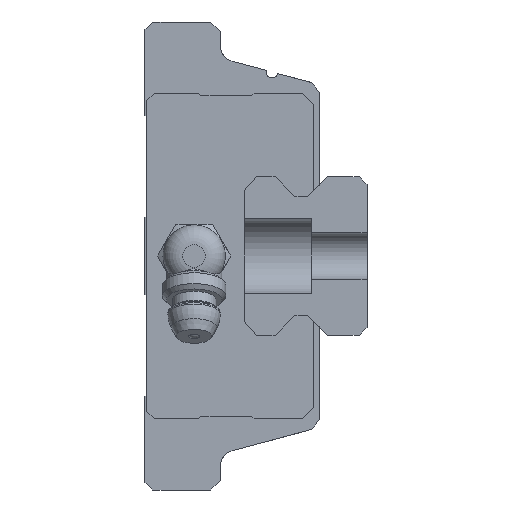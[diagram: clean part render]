
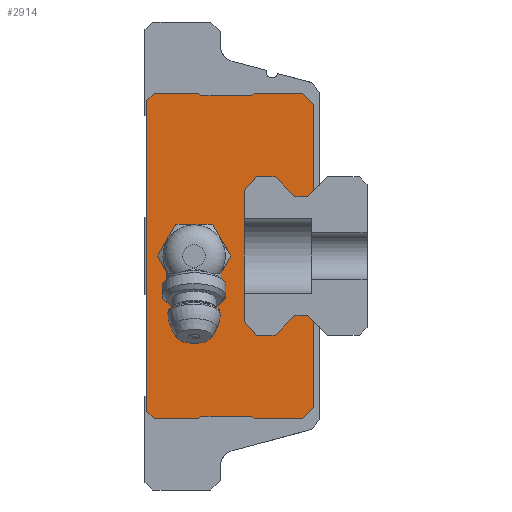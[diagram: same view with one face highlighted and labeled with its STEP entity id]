
A CAD part, left-side view. The second image highlights one B-rep face of the part: STEP entity #2914.
In plain terms, the highlighted planar face has unit normal (-1, 0, 0).
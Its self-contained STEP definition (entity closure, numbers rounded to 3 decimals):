
#704=ORIENTED_EDGE('',*,*,#1229,.F.);
#705=ORIENTED_EDGE('',*,*,#1260,.F.);
#706=ORIENTED_EDGE('',*,*,#1258,.F.);
#707=ORIENTED_EDGE('',*,*,#1256,.F.);
#708=ORIENTED_EDGE('',*,*,#1254,.F.);
#709=ORIENTED_EDGE('',*,*,#1252,.F.);
#710=ORIENTED_EDGE('',*,*,#1250,.F.);
#711=ORIENTED_EDGE('',*,*,#1248,.F.);
#712=ORIENTED_EDGE('',*,*,#1246,.F.);
#713=ORIENTED_EDGE('',*,*,#1244,.F.);
#714=ORIENTED_EDGE('',*,*,#1136,.F.);
#715=ORIENTED_EDGE('',*,*,#1133,.F.);
#716=ORIENTED_EDGE('',*,*,#1130,.F.);
#717=ORIENTED_EDGE('',*,*,#1127,.F.);
#718=ORIENTED_EDGE('',*,*,#1124,.F.);
#719=ORIENTED_EDGE('',*,*,#1121,.F.);
#720=ORIENTED_EDGE('',*,*,#1118,.F.);
#721=ORIENTED_EDGE('',*,*,#1115,.F.);
#722=ORIENTED_EDGE('',*,*,#1112,.F.);
#723=ORIENTED_EDGE('',*,*,#1109,.F.);
#724=ORIENTED_EDGE('',*,*,#1105,.F.);
#725=ORIENTED_EDGE('',*,*,#1243,.F.);
#726=ORIENTED_EDGE('',*,*,#1241,.F.);
#727=ORIENTED_EDGE('',*,*,#1239,.F.);
#728=ORIENTED_EDGE('',*,*,#1237,.F.);
#729=ORIENTED_EDGE('',*,*,#1235,.F.);
#730=ORIENTED_EDGE('',*,*,#1233,.F.);
#731=ORIENTED_EDGE('',*,*,#1231,.F.);
#732=ORIENTED_EDGE('',*,*,#1261,.T.);
#733=ORIENTED_EDGE('',*,*,#1262,.T.);
#734=ORIENTED_EDGE('',*,*,#1263,.T.);
#735=ORIENTED_EDGE('',*,*,#1264,.T.);
#736=ORIENTED_EDGE('',*,*,#1265,.T.);
#737=ORIENTED_EDGE('',*,*,#1266,.T.);
#1105=EDGE_CURVE('',#1489,#1490,#1752,.T.);
#1109=EDGE_CURVE('',#1490,#1493,#1756,.T.);
#1112=EDGE_CURVE('',#1493,#1495,#1759,.T.);
#1115=EDGE_CURVE('',#1495,#1497,#1762,.T.);
#1118=EDGE_CURVE('',#1497,#1499,#1765,.T.);
#1121=EDGE_CURVE('',#1499,#1501,#1768,.T.);
#1124=EDGE_CURVE('',#1501,#1503,#1771,.T.);
#1127=EDGE_CURVE('',#1503,#1505,#1774,.T.);
#1130=EDGE_CURVE('',#1505,#1507,#1777,.T.);
#1133=EDGE_CURVE('',#1507,#1509,#1780,.T.);
#1136=EDGE_CURVE('',#1509,#1511,#1783,.T.);
#1229=EDGE_CURVE('',#1556,#1557,#1863,.T.);
#1231=EDGE_CURVE('',#1557,#1558,#1865,.T.);
#1233=EDGE_CURVE('',#1558,#1559,#1867,.T.);
#1235=EDGE_CURVE('',#1559,#1560,#1869,.T.);
#1237=EDGE_CURVE('',#1560,#1561,#1871,.T.);
#1239=EDGE_CURVE('',#1561,#1562,#1873,.T.);
#1241=EDGE_CURVE('',#1562,#1563,#1875,.T.);
#1243=EDGE_CURVE('',#1563,#1489,#1877,.T.);
#1244=EDGE_CURVE('',#1511,#1564,#1878,.T.);
#1246=EDGE_CURVE('',#1564,#1565,#1880,.T.);
#1248=EDGE_CURVE('',#1565,#1566,#1882,.T.);
#1250=EDGE_CURVE('',#1566,#1567,#1884,.T.);
#1252=EDGE_CURVE('',#1567,#1568,#1886,.T.);
#1254=EDGE_CURVE('',#1568,#1569,#1888,.T.);
#1256=EDGE_CURVE('',#1569,#1570,#1890,.T.);
#1258=EDGE_CURVE('',#1570,#1571,#1892,.T.);
#1260=EDGE_CURVE('',#1571,#1556,#1894,.T.);
#1261=EDGE_CURVE('',#1572,#1573,#1895,.T.);
#1262=EDGE_CURVE('',#1573,#1574,#1896,.T.);
#1263=EDGE_CURVE('',#1574,#1575,#1897,.T.);
#1264=EDGE_CURVE('',#1575,#1576,#1898,.T.);
#1265=EDGE_CURVE('',#1576,#1577,#1899,.T.);
#1266=EDGE_CURVE('',#1577,#1572,#1900,.T.);
#1489=VERTEX_POINT('',#4362);
#1490=VERTEX_POINT('',#4364);
#1493=VERTEX_POINT('',#4372);
#1495=VERTEX_POINT('',#4378);
#1497=VERTEX_POINT('',#4384);
#1499=VERTEX_POINT('',#4390);
#1501=VERTEX_POINT('',#4396);
#1503=VERTEX_POINT('',#4402);
#1505=VERTEX_POINT('',#4408);
#1507=VERTEX_POINT('',#4414);
#1509=VERTEX_POINT('',#4420);
#1511=VERTEX_POINT('',#4426);
#1556=VERTEX_POINT('',#4611);
#1557=VERTEX_POINT('',#4613);
#1558=VERTEX_POINT('',#4617);
#1559=VERTEX_POINT('',#4621);
#1560=VERTEX_POINT('',#4625);
#1561=VERTEX_POINT('',#4629);
#1562=VERTEX_POINT('',#4633);
#1563=VERTEX_POINT('',#4637);
#1564=VERTEX_POINT('',#4643);
#1565=VERTEX_POINT('',#4647);
#1566=VERTEX_POINT('',#4651);
#1567=VERTEX_POINT('',#4655);
#1568=VERTEX_POINT('',#4659);
#1569=VERTEX_POINT('',#4663);
#1570=VERTEX_POINT('',#4667);
#1571=VERTEX_POINT('',#4671);
#1572=VERTEX_POINT('',#4677);
#1573=VERTEX_POINT('',#4678);
#1574=VERTEX_POINT('',#4680);
#1575=VERTEX_POINT('',#4682);
#1576=VERTEX_POINT('',#4684);
#1577=VERTEX_POINT('',#4686);
#1752=LINE('',#4363,#2082);
#1756=LINE('',#4371,#2086);
#1759=LINE('',#4377,#2089);
#1762=LINE('',#4383,#2092);
#1765=LINE('',#4389,#2095);
#1768=LINE('',#4395,#2098);
#1771=LINE('',#4401,#2101);
#1774=LINE('',#4407,#2104);
#1777=LINE('',#4413,#2107);
#1780=LINE('',#4419,#2110);
#1783=LINE('',#4425,#2113);
#1863=LINE('',#4612,#2193);
#1865=LINE('',#4616,#2195);
#1867=LINE('',#4620,#2197);
#1869=LINE('',#4624,#2199);
#1871=LINE('',#4628,#2201);
#1873=LINE('',#4632,#2203);
#1875=LINE('',#4636,#2205);
#1877=LINE('',#4640,#2207);
#1878=LINE('',#4642,#2208);
#1880=LINE('',#4646,#2210);
#1882=LINE('',#4650,#2212);
#1884=LINE('',#4654,#2214);
#1886=LINE('',#4658,#2216);
#1888=LINE('',#4662,#2218);
#1890=LINE('',#4666,#2220);
#1892=LINE('',#4670,#2222);
#1894=LINE('',#4674,#2224);
#1895=LINE('',#4676,#2225);
#1896=LINE('',#4679,#2226);
#1897=LINE('',#4681,#2227);
#1898=LINE('',#4683,#2228);
#1899=LINE('',#4685,#2229);
#1900=LINE('',#4687,#2230);
#2082=VECTOR('',#3412,1000.);
#2086=VECTOR('',#3418,1000.);
#2089=VECTOR('',#3423,1000.);
#2092=VECTOR('',#3428,1000.);
#2095=VECTOR('',#3433,1000.);
#2098=VECTOR('',#3438,1000.);
#2101=VECTOR('',#3443,1000.);
#2104=VECTOR('',#3448,1000.);
#2107=VECTOR('',#3453,1000.);
#2110=VECTOR('',#3458,1000.);
#2113=VECTOR('',#3463,1000.);
#2193=VECTOR('',#3665,1000.);
#2195=VECTOR('',#3669,1000.);
#2197=VECTOR('',#3673,1000.);
#2199=VECTOR('',#3677,1000.);
#2201=VECTOR('',#3681,1000.);
#2203=VECTOR('',#3685,1000.);
#2205=VECTOR('',#3689,1000.);
#2207=VECTOR('',#3693,1000.);
#2208=VECTOR('',#3696,1000.);
#2210=VECTOR('',#3700,1000.);
#2212=VECTOR('',#3704,1000.);
#2214=VECTOR('',#3708,1000.);
#2216=VECTOR('',#3712,1000.);
#2218=VECTOR('',#3716,1000.);
#2220=VECTOR('',#3720,1000.);
#2222=VECTOR('',#3724,1000.);
#2224=VECTOR('',#3728,1000.);
#2225=VECTOR('',#3731,1000.);
#2226=VECTOR('',#3732,1000.);
#2227=VECTOR('',#3733,1000.);
#2228=VECTOR('',#3734,1000.);
#2229=VECTOR('',#3735,1000.);
#2230=VECTOR('',#3736,1000.);
#2423=EDGE_LOOP('',(#704,#705,#706,#707,#708,#709,#710,#711,#712,#713,#714,
#715,#716,#717,#718,#719,#720,#721,#722,#723,#724,#725,#726,#727,#728,#729,
#730,#731));
#2424=EDGE_LOOP('',(#732,#733,#734,#735,#736,#737));
#2616=FACE_BOUND('',#2423,.T.);
#2617=FACE_BOUND('',#2424,.T.);
#2774=PLANE('',#3131);
#2914=ADVANCED_FACE('',(#2616,#2617),#2774,.F.);
#3131=AXIS2_PLACEMENT_3D('',#4675,#3729,#3730);
#3412=DIRECTION('',(0.,0.707,-0.707));
#3418=DIRECTION('',(0.,1.,0.));
#3423=DIRECTION('',(0.,0.707,0.707));
#3428=DIRECTION('',(0.,1.,0.));
#3433=DIRECTION('',(0.,0.664,-0.747));
#3438=DIRECTION('',(0.,0.,-1.));
#3443=DIRECTION('',(0.,-0.664,-0.747));
#3448=DIRECTION('',(0.,-1.,0.));
#3453=DIRECTION('',(0.,-0.707,0.707));
#3458=DIRECTION('',(0.,-1.,0.));
#3463=DIRECTION('',(0.,-0.707,-0.707));
#3665=DIRECTION('',(0.,-0.707,0.707));
#3669=DIRECTION('',(0.,-1.,0.));
#3673=DIRECTION('',(0.,-0.707,-0.707));
#3677=DIRECTION('',(0.,-1.,0.));
#3681=DIRECTION('',(0.,-0.707,0.707));
#3685=DIRECTION('',(0.,-1.,0.));
#3689=DIRECTION('',(0.,-0.707,-0.707));
#3693=DIRECTION('',(0.,0.,-1.));
#3696=DIRECTION('',(0.,0.,-1.));
#3700=DIRECTION('',(0.,0.707,-0.707));
#3704=DIRECTION('',(0.,1.,0.));
#3708=DIRECTION('',(0.,0.707,0.707));
#3712=DIRECTION('',(0.,1.,0.));
#3716=DIRECTION('',(0.,0.707,-0.707));
#3720=DIRECTION('',(0.,1.,0.));
#3724=DIRECTION('',(0.,0.707,0.707));
#3728=DIRECTION('',(0.,0.,1.));
#3729=DIRECTION('',(1.,0.,0.));
#3730=DIRECTION('',(0.,0.,-1.));
#3731=DIRECTION('',(0.,1.,0.));
#3732=DIRECTION('',(0.,0.5,0.866));
#3733=DIRECTION('',(0.,-0.5,0.866));
#3734=DIRECTION('',(0.,-1.,0.));
#3735=DIRECTION('',(0.,-0.5,-0.866));
#3736=DIRECTION('',(0.,0.5,-0.866));
#4362=CARTESIAN_POINT('',(-32.45,-21.25,8.25));
#4363=CARTESIAN_POINT('',(-32.45,-21.25,8.25));
#4364=CARTESIAN_POINT('',(-32.45,-20.5,7.5));
#4371=CARTESIAN_POINT('',(-32.45,-20.5,7.5));
#4372=CARTESIAN_POINT('',(-32.45,-18.9,7.5));
#4377=CARTESIAN_POINT('',(-32.45,-18.9,7.5));
#4378=CARTESIAN_POINT('',(-32.45,-16.4,10.));
#4383=CARTESIAN_POINT('',(-32.45,-16.4,10.));
#4384=CARTESIAN_POINT('',(-32.45,-14.1,10.));
#4389=CARTESIAN_POINT('',(-32.45,-14.1,10.));
#4390=CARTESIAN_POINT('',(-32.45,-12.5,8.2));
#4395=CARTESIAN_POINT('',(-32.45,-12.5,8.2));
#4396=CARTESIAN_POINT('',(-32.45,-12.5,-8.2));
#4401=CARTESIAN_POINT('',(-32.45,-12.5,-8.2));
#4402=CARTESIAN_POINT('',(-32.45,-14.1,-10.));
#4407=CARTESIAN_POINT('',(-32.45,-14.1,-10.));
#4408=CARTESIAN_POINT('',(-32.45,-16.4,-10.));
#4413=CARTESIAN_POINT('',(-32.45,-16.4,-10.));
#4414=CARTESIAN_POINT('',(-32.45,-18.9,-7.5));
#4419=CARTESIAN_POINT('',(-32.45,-18.9,-7.5));
#4420=CARTESIAN_POINT('',(-32.45,-20.5,-7.5));
#4425=CARTESIAN_POINT('',(-32.45,-20.5,-7.5));
#4426=CARTESIAN_POINT('',(-32.45,-21.25,-8.25));
#4611=CARTESIAN_POINT('',(-32.45,-0.25,19.6));
#4612=CARTESIAN_POINT('',(-32.45,-0.25,19.6));
#4613=CARTESIAN_POINT('',(-32.45,-1.15,20.5));
#4616=CARTESIAN_POINT('',(-32.45,-1.15,20.5));
#4617=CARTESIAN_POINT('',(-32.45,-6.75,20.5));
#4620=CARTESIAN_POINT('',(-32.45,-6.75,20.5));
#4621=CARTESIAN_POINT('',(-32.45,-7.05,20.2));
#4624=CARTESIAN_POINT('',(-32.45,-7.05,20.2));
#4625=CARTESIAN_POINT('',(-32.45,-13.45,20.2));
#4628=CARTESIAN_POINT('',(-32.45,-13.45,20.2));
#4629=CARTESIAN_POINT('',(-32.45,-13.75,20.5));
#4632=CARTESIAN_POINT('',(-32.45,-13.75,20.5));
#4633=CARTESIAN_POINT('',(-32.45,-19.85,20.5));
#4636=CARTESIAN_POINT('',(-32.45,-19.85,20.5));
#4637=CARTESIAN_POINT('',(-32.45,-21.25,19.1));
#4640=CARTESIAN_POINT('',(-32.45,-21.25,19.1));
#4642=CARTESIAN_POINT('',(-32.45,-21.25,-8.25));
#4643=CARTESIAN_POINT('',(-32.45,-21.25,-19.1));
#4646=CARTESIAN_POINT('',(-32.45,-21.25,-19.1));
#4647=CARTESIAN_POINT('',(-32.45,-19.85,-20.5));
#4650=CARTESIAN_POINT('',(-32.45,-19.85,-20.5));
#4651=CARTESIAN_POINT('',(-32.45,-13.75,-20.5));
#4654=CARTESIAN_POINT('',(-32.45,-13.75,-20.5));
#4655=CARTESIAN_POINT('',(-32.45,-13.45,-20.2));
#4658=CARTESIAN_POINT('',(-32.45,-13.45,-20.2));
#4659=CARTESIAN_POINT('',(-32.45,-7.05,-20.2));
#4662=CARTESIAN_POINT('',(-32.45,-7.05,-20.2));
#4663=CARTESIAN_POINT('',(-32.45,-6.75,-20.5));
#4666=CARTESIAN_POINT('',(-32.45,-6.75,-20.5));
#4667=CARTESIAN_POINT('',(-32.45,-1.15,-20.5));
#4670=CARTESIAN_POINT('',(-32.45,-1.15,-20.5));
#4671=CARTESIAN_POINT('',(-32.45,-0.25,-19.6));
#4674=CARTESIAN_POINT('',(-32.45,-0.25,-19.6));
#4675=CARTESIAN_POINT('',(-32.45,0.,0.));
#4676=CARTESIAN_POINT('',(-32.45,-8.509,-4.));
#4677=CARTESIAN_POINT('',(-32.45,-8.509,-4.));
#4678=CARTESIAN_POINT('',(-32.45,-3.891,-4.));
#4679=CARTESIAN_POINT('',(-32.45,-3.891,-4.));
#4680=CARTESIAN_POINT('',(-32.45,-1.581,0.));
#4681=CARTESIAN_POINT('',(-32.45,-1.581,0.));
#4682=CARTESIAN_POINT('',(-32.45,-3.891,4.));
#4683=CARTESIAN_POINT('',(-32.45,-3.891,4.));
#4684=CARTESIAN_POINT('',(-32.45,-8.509,4.));
#4685=CARTESIAN_POINT('',(-32.45,-8.509,4.));
#4686=CARTESIAN_POINT('',(-32.45,-10.819,0.));
#4687=CARTESIAN_POINT('',(-32.45,-10.819,0.));
